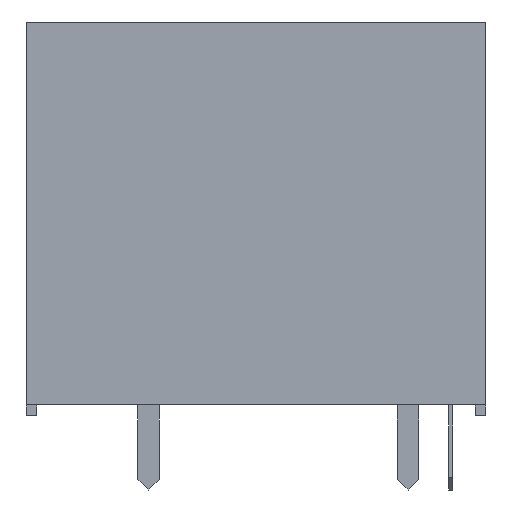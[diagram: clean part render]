
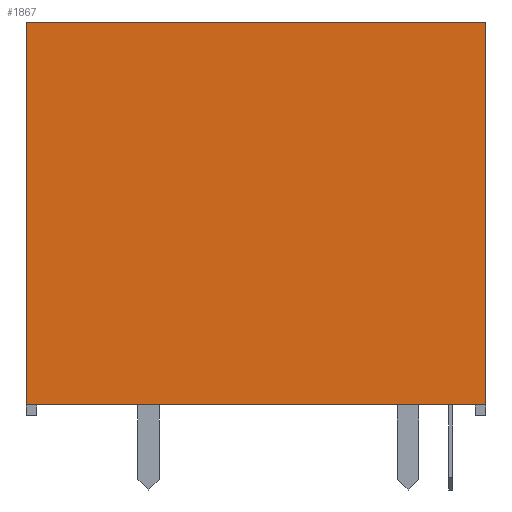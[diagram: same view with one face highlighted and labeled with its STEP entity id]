
A CAD part, left-side view. The second image highlights one B-rep face of the part: STEP entity #1867.
In plain terms, the highlighted planar face has unit normal (-1, 0, 0).
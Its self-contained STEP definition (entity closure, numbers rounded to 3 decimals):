
#1654=FACE_OUTER_BOUND('',#2282,.T.);
#1867=ADVANCED_FACE('',(#1654),#2086,.T.);
#2086=PLANE('',#5675);
#2282=EDGE_LOOP('',(#3454,#3455,#3456,#3457));
#2567=LINE('',#7036,#2922);
#2580=LINE('',#7311,#2935);
#2593=LINE('',#7336,#2948);
#2602=LINE('',#7354,#2957);
#2922=VECTOR('',#5878,1.);
#2935=VECTOR('',#5893,1.);
#2948=VECTOR('',#5910,1.);
#2957=VECTOR('',#5921,1.);
#3454=ORIENTED_EDGE('',*,*,#4969,.F.);
#3455=ORIENTED_EDGE('',*,*,#4960,.F.);
#3456=ORIENTED_EDGE('',*,*,#4906,.T.);
#3457=ORIENTED_EDGE('',*,*,#4947,.T.);
#4525=VERTEX_POINT('',#7034);
#4527=VERTEX_POINT('',#7037);
#4566=VERTEX_POINT('',#7309);
#4578=VERTEX_POINT('',#7337);
#4906=EDGE_CURVE('',#4527,#4525,#2567,.T.);
#4947=EDGE_CURVE('',#4525,#4566,#2580,.T.);
#4960=EDGE_CURVE('',#4527,#4578,#2593,.T.);
#4969=EDGE_CURVE('',#4578,#4566,#2602,.T.);
#5675=AXIS2_PLACEMENT_3D('',#7355,#5922,#5923);
#5878=DIRECTION('',(0.,1.,0.));
#5893=DIRECTION('',(0.,0.,-1.));
#5910=DIRECTION('',(0.,0.,-1.));
#5921=DIRECTION('',(0.,1.,0.));
#5922=DIRECTION('',(-1.,0.,0.));
#5923=DIRECTION('',(0.,0.,1.));
#7034=CARTESIAN_POINT('',(-7.8,10.8,18.5));
#7036=CARTESIAN_POINT('',(-7.8,-10.8,18.5));
#7037=CARTESIAN_POINT('',(-7.8,-10.8,18.5));
#7309=CARTESIAN_POINT('',(-7.8,10.8,0.5));
#7311=CARTESIAN_POINT('',(-7.8,10.8,18.5));
#7336=CARTESIAN_POINT('',(-7.8,-10.8,18.5));
#7337=CARTESIAN_POINT('',(-7.8,-10.8,0.5));
#7354=CARTESIAN_POINT('',(-7.8,-10.8,0.5));
#7355=CARTESIAN_POINT('',(-7.8,-10.8,18.5));
